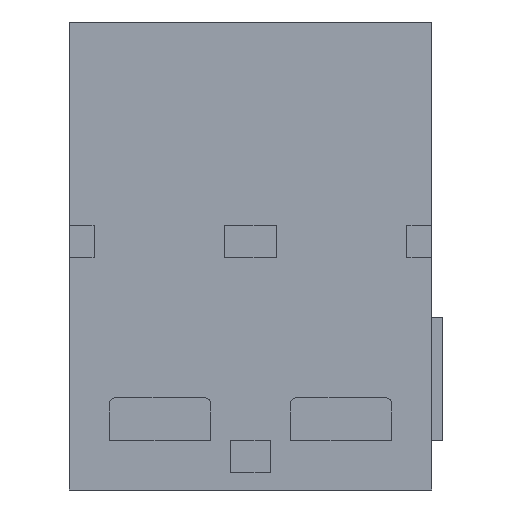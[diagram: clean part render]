
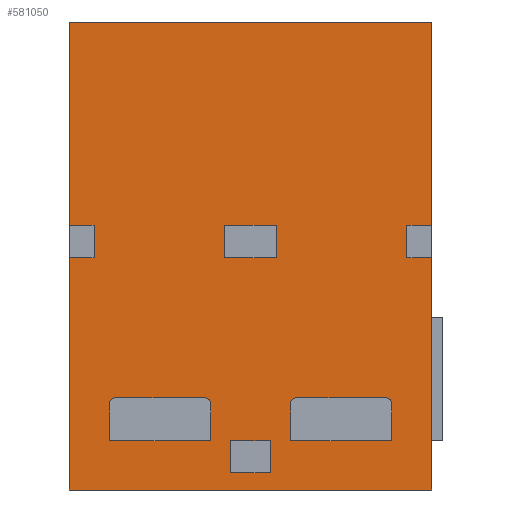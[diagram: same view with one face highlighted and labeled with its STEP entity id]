
A CAD part, front view. The second image highlights one B-rep face of the part: STEP entity #581050.
In plain terms, the highlighted face is planar.
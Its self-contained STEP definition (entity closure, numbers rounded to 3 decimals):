
#1240=CARTESIAN_POINT('',(52.288,27.057,-32.));
#1250=VERTEX_POINT('',#1240);
#1280=CARTESIAN_POINT('',(24.223,27.057,-32.));
#1290=DIRECTION('',(1.,0.,0.));
#1300=VECTOR('',#1290,1.);
#1310=LINE('',#1280,#1300);
#1320=CARTESIAN_POINT('',(45.088,27.057,-32.));
#1330=VERTEX_POINT('',#1320);
#1340=EDGE_CURVE('',#1330,#1250,#1310,.T.);
#1710=CARTESIAN_POINT('',(52.788,23.557,-32.));
#1720=VERTEX_POINT('',#1710);
#1750=CARTESIAN_POINT('',(52.788,61.457,-32.));
#1760=DIRECTION('',(0.,-1.,0.));
#1770=VECTOR('',#1760,1.);
#1780=LINE('',#1750,#1770);
#1790=CARTESIAN_POINT('',(52.788,26.557,-32.));
#1800=VERTEX_POINT('',#1790);
#1810=EDGE_CURVE('',#1800,#1720,#1780,.T.);
#3510=CARTESIAN_POINT('',(45.088,26.557,-32.));
#3520=DIRECTION('',(0.,0.,1.));
#3530=DIRECTION('',(0.,1.,0.));
#3540=AXIS2_PLACEMENT_3D('',#3510,#3520,#3530);
#3550=CIRCLE('',#3540,0.5);
#3560=CARTESIAN_POINT('',(44.588,26.557,-32.));
#3570=VERTEX_POINT('',#3560);
#3580=EDGE_CURVE('',#1330,#3570,#3550,.T.);
#4160=CARTESIAN_POINT('',(52.288,26.557,-32.));
#4170=DIRECTION('',(0.,0.,-1.));
#4180=DIRECTION('',(0.,-1.,0.));
#4190=AXIS2_PLACEMENT_3D('',#4160,#4170,#4180);
#4200=CIRCLE('',#4190,0.5);
#4210=EDGE_CURVE('',#1250,#1800,#4200,.T.);
#4610=CARTESIAN_POINT('',(54.048,41.057,-32.));
#4620=VERTEX_POINT('',#4610);
#4650=CARTESIAN_POINT('',(54.048,24.057,-32.));
#4660=DIRECTION('',(0.,1.,0.));
#4670=VECTOR('',#4660,1.);
#4680=LINE('',#4650,#4670);
#4690=CARTESIAN_POINT('',(54.048,38.407,-32.));
#4700=VERTEX_POINT('',#4690);
#4710=EDGE_CURVE('',#4700,#4620,#4680,.T.);
#7370=CARTESIAN_POINT('',(26.648,19.557,-32.));
#7380=VERTEX_POINT('',#7370);
#7410=CARTESIAN_POINT('',(26.648,41.057,-32.));
#7420=DIRECTION('',(0.,-1.,0.));
#7430=VECTOR('',#7420,1.);
#7440=LINE('',#7410,#7430);
#7450=CARTESIAN_POINT('',(26.648,38.407,-32.));
#7460=VERTEX_POINT('',#7450);
#7470=EDGE_CURVE('',#7460,#7380,#7440,.T.);
#7690=CARTESIAN_POINT('',(26.648,41.057,-32.));
#7700=VERTEX_POINT('',#7690);
#7730=CARTESIAN_POINT('',(26.648,57.557,-32.));
#7740=VERTEX_POINT('',#7730);
#7750=EDGE_CURVE('',#7740,#7700,#7440,.T.);
#12220=CARTESIAN_POINT('',(56.048,57.557,-32.));
#12230=VERTEX_POINT('',#12220);
#12260=CARTESIAN_POINT('',(56.048,41.057,-32.));
#12270=DIRECTION('',(0.,-1.,0.));
#12280=VECTOR('',#12270,1.);
#12290=LINE('',#12260,#12280);
#12300=CARTESIAN_POINT('',(56.048,41.057,-32.));
#12310=VERTEX_POINT('',#12300);
#12320=EDGE_CURVE('',#12230,#12310,#12290,.T.);
#12540=CARTESIAN_POINT('',(56.048,38.407,-32.));
#12550=VERTEX_POINT('',#12540);
#12580=CARTESIAN_POINT('',(56.048,19.557,-32.));
#12590=VERTEX_POINT('',#12580);
#12600=EDGE_CURVE('',#12550,#12590,#12290,.T.);
#15460=CARTESIAN_POINT('',(42.948,23.557,-32.));
#15470=VERTEX_POINT('',#15460);
#15500=CARTESIAN_POINT('',(40.644,23.557,-32.));
#15510=DIRECTION('',(1.,0.,0.));
#15520=VECTOR('',#15510,1.);
#15530=LINE('',#15500,#15520);
#15540=CARTESIAN_POINT('',(39.748,23.557,-32.));
#15550=VERTEX_POINT('',#15540);
#15560=EDGE_CURVE('',#15550,#15470,#15530,.T.);
#17420=CARTESIAN_POINT('',(38.088,61.457,-32.));
#17430=DIRECTION('',(0.,-1.,0.));
#17440=VECTOR('',#17430,1.);
#17450=LINE('',#17420,#17440);
#17460=CARTESIAN_POINT('',(38.088,26.557,-32.));
#17470=VERTEX_POINT('',#17460);
#17480=CARTESIAN_POINT('',(38.088,23.557,-32.));
#17490=VERTEX_POINT('',#17480);
#17500=EDGE_CURVE('',#17470,#17490,#17450,.T.);
#61730=CARTESIAN_POINT('',(40.644,38.407,-32.));
#61740=DIRECTION('',(-1.,-0.,0.));
#61750=VECTOR('',#61740,1.);
#61760=LINE('',#61730,#61750);
#61770=CARTESIAN_POINT('',(28.648,38.407,-32.));
#61780=VERTEX_POINT('',#61770);
#61790=EDGE_CURVE('',#61780,#7460,#61760,.T.);
#64100=CARTESIAN_POINT('',(28.648,24.057,-32.));
#64110=DIRECTION('',(0.,-1.,0.));
#64120=VECTOR('',#64110,1.);
#64130=LINE('',#64100,#64120);
#64140=CARTESIAN_POINT('',(28.648,41.057,-32.));
#64150=VERTEX_POINT('',#64140);
#64160=EDGE_CURVE('',#64150,#61780,#64130,.T.);
#80030=CARTESIAN_POINT('',(39.748,20.957,-32.));
#80040=VERTEX_POINT('',#80030);
#80070=CARTESIAN_POINT('',(40.644,20.957,-32.));
#80080=DIRECTION('',(-1.,-0.,0.));
#80090=VECTOR('',#80080,1.);
#80100=LINE('',#80070,#80090);
#80110=CARTESIAN_POINT('',(42.948,20.957,-32.));
#80120=VERTEX_POINT('',#80110);
#80130=EDGE_CURVE('',#80120,#80040,#80100,.T.);
#535030=CARTESIAN_POINT('',(30.388,27.057,-32.));
#535040=VERTEX_POINT('',#535030);
#535050=CARTESIAN_POINT('',(37.588,27.057,-32.));
#535060=VERTEX_POINT('',#535050);
#535070=EDGE_CURVE('',#535040,#535060,#1310,.T.);
#536340=CARTESIAN_POINT('',(44.588,61.457,-32.));
#536350=DIRECTION('',(0.,-1.,0.));
#536360=VECTOR('',#536350,1.);
#536370=LINE('',#536340,#536360);
#536380=CARTESIAN_POINT('',(44.588,23.557,-32.));
#536390=VERTEX_POINT('',#536380);
#536400=EDGE_CURVE('',#3570,#536390,#536370,.T.);
#541860=CARTESIAN_POINT('',(40.644,57.557,-32.));
#541870=DIRECTION('',(1.,0.,0.));
#541880=VECTOR('',#541870,1.);
#541890=LINE('',#541860,#541880);
#541900=EDGE_CURVE('',#7740,#12230,#541890,.T.);
#562950=CARTESIAN_POINT('',(29.888,61.457,-32.));
#562960=DIRECTION('',(0.,-1.,0.));
#562970=VECTOR('',#562960,1.);
#562980=LINE('',#562950,#562970);
#562990=CARTESIAN_POINT('',(29.888,26.557,-32.));
#563000=VERTEX_POINT('',#562990);
#563010=CARTESIAN_POINT('',(29.888,23.557,-32.));
#563020=VERTEX_POINT('',#563010);
#563030=EDGE_CURVE('',#563000,#563020,#562980,.T.);
#568280=CARTESIAN_POINT('',(30.388,26.557,-32.));
#568290=DIRECTION('',(0.,0.,1.));
#568300=DIRECTION('',(0.,1.,0.));
#568310=AXIS2_PLACEMENT_3D('',#568280,#568290,#568300);
#568320=CIRCLE('',#568310,0.5);
#568330=EDGE_CURVE('',#535040,#563000,#568320,.T.);
#574740=CARTESIAN_POINT('',(43.448,38.407,-32.));
#574750=VERTEX_POINT('',#574740);
#574800=CARTESIAN_POINT('',(43.448,24.057,-32.));
#574810=DIRECTION('',(0.,-1.,0.));
#574820=VECTOR('',#574810,1.);
#574830=LINE('',#574800,#574820);
#574840=CARTESIAN_POINT('',(43.448,41.057,-32.));
#574850=VERTEX_POINT('',#574840);
#574860=EDGE_CURVE('',#574850,#574750,#574830,.T.);
#577690=CARTESIAN_POINT('',(39.248,38.407,-32.));
#577700=VERTEX_POINT('',#577690);
#577730=CARTESIAN_POINT('',(43.982,38.407,-32.));
#577740=DIRECTION('',(-1.,-0.,0.));
#577750=VECTOR('',#577740,1.);
#577760=LINE('',#577730,#577750);
#577770=EDGE_CURVE('',#574750,#577700,#577760,.T.);
#578420=CARTESIAN_POINT('',(39.248,41.057,-32.));
#578430=VERTEX_POINT('',#578420);
#578460=CARTESIAN_POINT('',(39.248,24.057,-32.));
#578470=DIRECTION('',(0.,1.,0.));
#578480=VECTOR('',#578470,1.);
#578490=LINE('',#578460,#578480);
#578500=EDGE_CURVE('',#577700,#578430,#578490,.T.);
#578700=CARTESIAN_POINT('',(37.588,26.557,-32.));
#578710=DIRECTION('',(0.,0.,-1.));
#578720=DIRECTION('',(0.,-1.,0.));
#578730=AXIS2_PLACEMENT_3D('',#578700,#578710,#578720);
#578740=CIRCLE('',#578730,0.5);
#578750=EDGE_CURVE('',#535060,#17470,#578740,.T.);
#579190=CARTESIAN_POINT('',(40.644,41.057,-32.));
#579200=DIRECTION('',(1.,0.,0.));
#579210=VECTOR('',#579200,1.);
#579220=LINE('',#579190,#579210);
#579230=EDGE_CURVE('',#578430,#574850,#579220,.T.);
#580220=CARTESIAN_POINT('',(56.048,23.557,-32.));
#580230=DIRECTION('',(-0.,0.,-1.));
#580240=DIRECTION('',(-1.,-0.,0.));
#580250=AXIS2_PLACEMENT_3D('',#580220,#580230,#580240);
#580260=PLANE('',#580250);
#580270=ORIENTED_EDGE('',*,*,#536400,.T.);
#580280=ORIENTED_EDGE('',*,*,#3580,.T.);
#580290=ORIENTED_EDGE('',*,*,#1340,.F.);
#580300=ORIENTED_EDGE('',*,*,#4210,.F.);
#580310=ORIENTED_EDGE('',*,*,#1810,.F.);
#580320=CARTESIAN_POINT('',(40.644,23.557,-32.));
#580330=DIRECTION('',(1.,0.,0.));
#580340=VECTOR('',#580330,1.);
#580350=LINE('',#580320,#580340);
#580360=EDGE_CURVE('',#536390,#1720,#580350,.T.);
#580370=ORIENTED_EDGE('',*,*,#580360,.T.);
#580380=EDGE_LOOP('',(#580370,#580310,#580300,#580290,#580280,#580270));
#580390=FACE_BOUND('',#580380,.T.);
#580400=ORIENTED_EDGE('',*,*,#578500,.F.);
#580410=ORIENTED_EDGE('',*,*,#579230,.F.);
#580420=ORIENTED_EDGE('',*,*,#574860,.F.);
#580430=ORIENTED_EDGE('',*,*,#577770,.F.);
#580440=EDGE_LOOP('',(#580430,#580420,#580410,#580400));
#580450=FACE_BOUND('',#580440,.T.);
#580460=ORIENTED_EDGE('',*,*,#563030,.T.);
#580470=ORIENTED_EDGE('',*,*,#568330,.T.);
#580480=ORIENTED_EDGE('',*,*,#535070,.F.);
#580490=ORIENTED_EDGE('',*,*,#578750,.F.);
#580500=ORIENTED_EDGE('',*,*,#17500,.F.);
#580510=EDGE_CURVE('',#563020,#17490,#580350,.T.);
#580520=ORIENTED_EDGE('',*,*,#580510,.T.);
#580530=EDGE_LOOP('',(#580520,#580500,#580490,#580480,#580470,#580460));
#580540=FACE_BOUND('',#580530,.T.);
#580550=CARTESIAN_POINT('',(42.948,24.057,-32.));
#580560=DIRECTION('',(0.,-1.,0.));
#580570=VECTOR('',#580560,1.);
#580580=LINE('',#580550,#580570);
#580590=EDGE_CURVE('',#15470,#80120,#580580,.T.);
#580600=ORIENTED_EDGE('',*,*,#580590,.F.);
#580610=ORIENTED_EDGE('',*,*,#80130,.F.);
#580620=CARTESIAN_POINT('',(39.748,24.057,-32.));
#580630=DIRECTION('',(0.,1.,0.));
#580640=VECTOR('',#580630,1.);
#580650=LINE('',#580620,#580640);
#580660=EDGE_CURVE('',#80040,#15550,#580650,.T.);
#580670=ORIENTED_EDGE('',*,*,#580660,.F.);
#580680=ORIENTED_EDGE('',*,*,#15560,.F.);
#580690=EDGE_LOOP('',(#580680,#580670,#580610,#580600));
#580700=FACE_BOUND('',#580690,.T.);
#580710=CARTESIAN_POINT('',(56.048,19.557,-32.));
#580720=DIRECTION('',(-1.,-0.,0.));
#580730=VECTOR('',#580720,1.);
#580740=LINE('',#580710,#580730);
#580750=EDGE_CURVE('',#12590,#7380,#580740,.T.);
#580760=ORIENTED_EDGE('',*,*,#580750,.T.);
#580770=ORIENTED_EDGE('',*,*,#12600,.T.);
#580780=CARTESIAN_POINT('',(40.644,38.407,-32.));
#580790=DIRECTION('',(-1.,-0.,0.));
#580800=VECTOR('',#580790,1.);
#580810=LINE('',#580780,#580800);
#580820=EDGE_CURVE('',#12550,#4700,#580810,.T.);
#580830=ORIENTED_EDGE('',*,*,#580820,.F.);
#580840=ORIENTED_EDGE('',*,*,#4710,.F.);
#580850=CARTESIAN_POINT('',(40.644,41.057,-32.));
#580860=DIRECTION('',(1.,0.,0.));
#580870=VECTOR('',#580860,1.);
#580880=LINE('',#580850,#580870);
#580890=EDGE_CURVE('',#4620,#12310,#580880,.T.);
#580900=ORIENTED_EDGE('',*,*,#580890,.F.);
#580910=ORIENTED_EDGE('',*,*,#12320,.T.);
#580920=ORIENTED_EDGE('',*,*,#541900,.T.);
#580930=ORIENTED_EDGE('',*,*,#7750,.F.);
#580940=CARTESIAN_POINT('',(40.644,41.057,-32.));
#580950=DIRECTION('',(1.,0.,0.));
#580960=VECTOR('',#580950,1.);
#580970=LINE('',#580940,#580960);
#580980=EDGE_CURVE('',#7700,#64150,#580970,.T.);
#580990=ORIENTED_EDGE('',*,*,#580980,.F.);
#581000=ORIENTED_EDGE('',*,*,#64160,.F.);
#581010=ORIENTED_EDGE('',*,*,#61790,.F.);
#581020=ORIENTED_EDGE('',*,*,#7470,.F.);
#581030=EDGE_LOOP('',(#581020,#581010,#581000,#580990,#580930,#580920,
#580910,#580900,#580840,#580830,#580770,#580760));
#581040=FACE_OUTER_BOUND('',#581030,.T.);
#581050=ADVANCED_FACE('',(#580390,#580450,#580540,#580700,#581040),
#580260,.T.);
